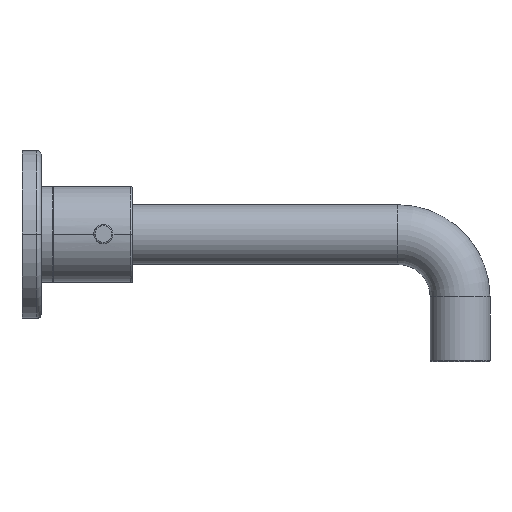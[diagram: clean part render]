
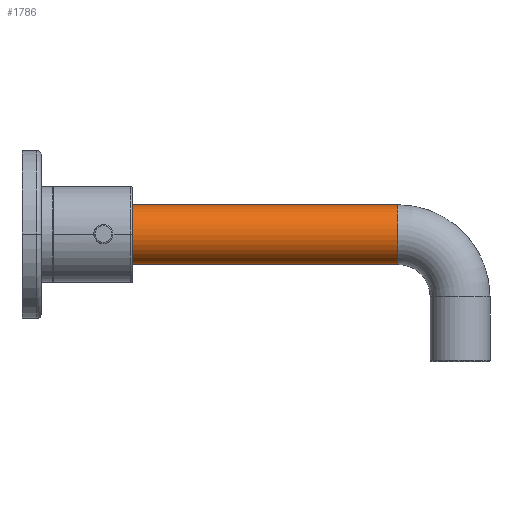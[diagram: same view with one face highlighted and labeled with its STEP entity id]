
A CAD part, top view. The second image highlights one B-rep face of the part: STEP entity #1786.
In plain terms, the highlighted cylindrical face has radius 317.5 mm (diameter 635 mm), a partial arc.
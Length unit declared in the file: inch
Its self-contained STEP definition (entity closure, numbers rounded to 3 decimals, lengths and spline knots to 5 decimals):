
#1560=DIRECTION('',(-1.,0.,0.));
#1561=VECTOR('',#1560,144.);
#1562=CARTESIAN_POINT('',(157.,12.5,0.));
#1563=LINE('',#1562,#1561);
#1564=CARTESIAN_POINT('',(157.,0.,0.));
#1565=DIRECTION('',(-1.,0.,0.));
#1566=DIRECTION('',(0.,-1.,0.));
#1567=AXIS2_PLACEMENT_3D('',#1564,#1565,#1566);
#1569=DIRECTION('',(-1.,0.,0.));
#1570=VECTOR('',#1569,144.);
#1571=CARTESIAN_POINT('',(157.,-12.5,0.));
#1572=LINE('',#1571,#1570);
#1573=CARTESIAN_POINT('',(13.,0.,0.));
#1574=DIRECTION('',(-1.,0.,0.));
#1575=DIRECTION('',(0.,-1.,0.));
#1576=AXIS2_PLACEMENT_3D('',#1573,#1574,#1575);
#1643=CARTESIAN_POINT('',(157.,-12.5,0.));
#1644=CARTESIAN_POINT('',(157.,12.5,0.));
#1645=VERTEX_POINT('',#1643);
#1646=VERTEX_POINT('',#1644);
#1647=CARTESIAN_POINT('',(13.,-12.5,0.));
#1648=CARTESIAN_POINT('',(13.,12.5,0.));
#1649=VERTEX_POINT('',#1647);
#1650=VERTEX_POINT('',#1648);
#1774=CARTESIAN_POINT('',(157.,0.,0.));
#1775=DIRECTION('',(-1.,0.,0.));
#1776=DIRECTION('',(0.,-1.,0.));
#1777=AXIS2_PLACEMENT_3D('',#1774,#1775,#1776);
#1778=CYLINDRICAL_SURFACE('',#1777,12.5);
#1779=ORIENTED_EDGE('',*,*,#1739,.F.);
#1780=ORIENTED_EDGE('',*,*,#1769,.T.);
#1782=ORIENTED_EDGE('',*,*,#1781,.T.);
#1783=ORIENTED_EDGE('',*,*,#1765,.F.);
#1784=EDGE_LOOP('',(#1779,#1780,#1782,#1783));
#1785=FACE_OUTER_BOUND('',#1784,.F.);
#1786=ADVANCED_FACE('',(#1785),#1778,.T.);
#1568=CIRCLE('',#1567,12.5);
#1577=CIRCLE('',#1576,12.5);
#1739=EDGE_CURVE('',#1645,#1646,#1568,.T.);
#1765=EDGE_CURVE('',#1646,#1650,#1563,.T.);
#1769=EDGE_CURVE('',#1645,#1649,#1572,.T.);
#1781=EDGE_CURVE('',#1649,#1650,#1577,.T.);
